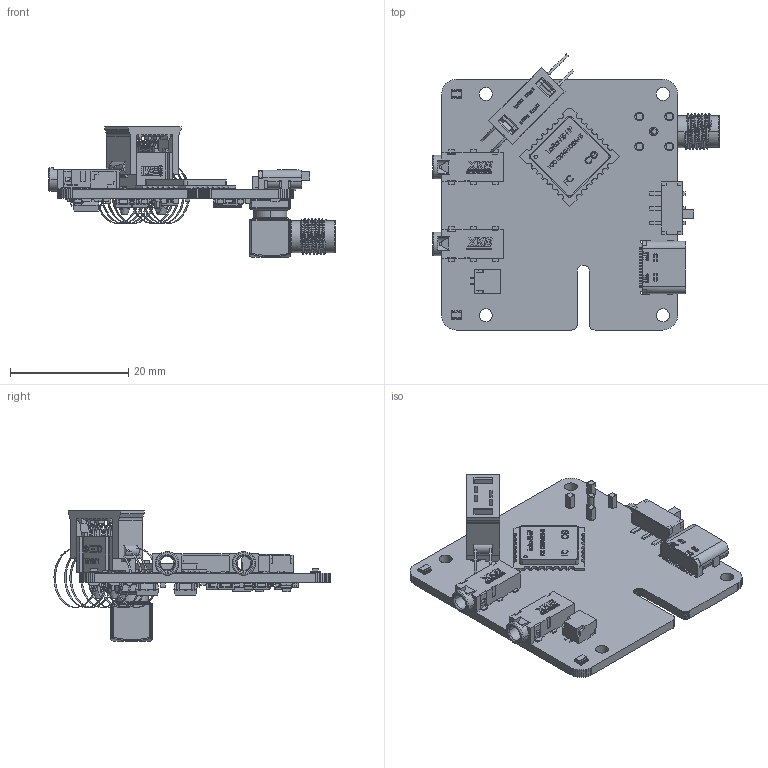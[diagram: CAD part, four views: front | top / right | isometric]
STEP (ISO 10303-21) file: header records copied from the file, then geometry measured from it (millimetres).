
FILE_DESCRIPTION(('KiCad electronic assembly'),'2;1');
FILE_NAME('ultramote.step','2023-07-16T20:28:32',('Pcbnew'),('Kicad'), 'Open CASCADE STEP processor 7.5','KiCad to STEP converter','Unknown' );
FILE_SCHEMA(('AUTOMOTIVE_DESIGN { 1 0 10303 214 1 1 1 1 }'));
Length unit declared in the file: millimetre
Products named in the file (37): ultramote 1; pj-242d-smt; SOLID; USB-C; led_0606; COMPOUND; redfit_idc_6; lorae5; SSSS211603; SM02B-SRSS-TB; R_0603_1608Metric; C_0603_1608Metric; SOT-23-5; SOT-23; TSSOP-8_4.4x3mm_P0.65mm; SMA ANGLED; SOT-143; sop4; sop8; tmpusmbqy6t PCB
Assembly tree (72 placements, depth 3):
  ultramote 1
    pj-242d-smt  x2
      SOLID
    USB-C
      SOLID
      SOLID
      SOLID
      SOLID
    led_0606  x2
      COMPOUND
    redfit_idc_6
      COMPOUND
    lorae5
      SOLID
    SSSS211603
      SOLID
    SM02B-SRSS-TB
      SOLID
    R_0603_1608Metric  x16
      SOLID
    C_0603_1608Metric  x15
      SOLID
    SOT-23-5  x2
      SOLID
    SOT-23  x4
      SOLID
    TSSOP-8_4.4x3mm_P0.65mm
      SOLID
    SMA ANGLED
      SOLID
    SOT-143
      SOLID
    sop4  x2
      COMPOUND
    sop8
      COMPOUND
    tmpusmbqy6t PCB
Bounding box: 48.54 x 46.79 x 22.18 mm (x, y, z)
Volume: 4213.1 mm3; surface area: 9123.8 mm2
Topology: 89 solids, 94 shells, 6558 faces, 17573 edges, 11260 vertices
Faces by surface type: plane 4575, cylinder 1377, bspline 424, sphere 80, torus 74, cone 28
Full cylindrical faces by diameter (mm): 0.241 x4, 0.5 x3, 0.65 x2, 0.8 x4, 0.9 x2, 1.4 x1, 1.5 x12, 2.2 x5, 2.6 x1
Entity records: 338176 total; most frequent: CARTESIAN_POINT 93592, DIRECTION 43181, LINE 29715, VECTOR 29715, ORIENTED_EDGE 24164, PCURVE 24164, DEFINITIONAL_REPRESENTATION 24164, EDGE_CURVE 12082
